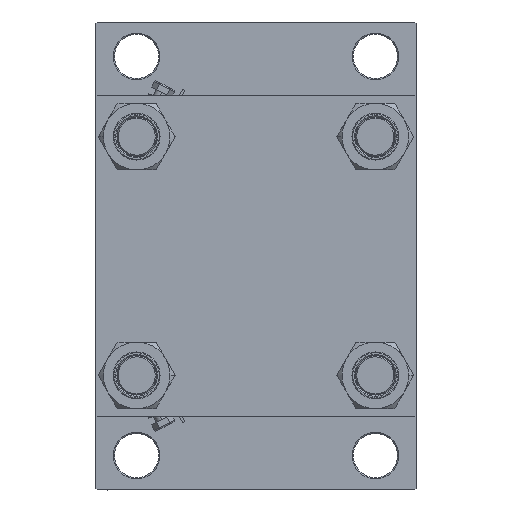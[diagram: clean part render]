
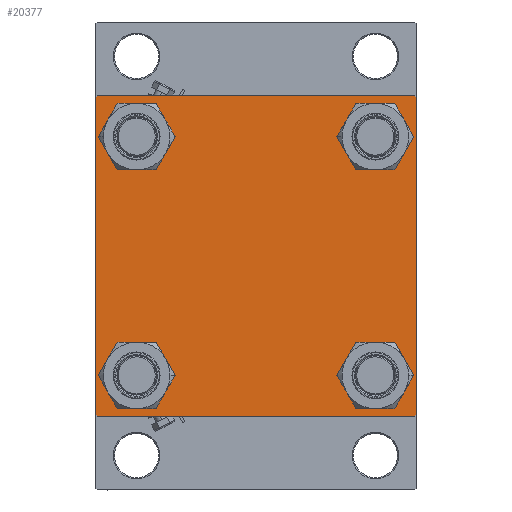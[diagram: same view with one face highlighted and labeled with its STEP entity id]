
A CAD part, left-side view. The second image highlights one B-rep face of the part: STEP entity #20377.
In plain terms, the highlighted planar face has unit normal (-1, 0, 0).
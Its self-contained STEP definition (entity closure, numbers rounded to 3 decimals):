
#113 = CIRCLE ( 'NONE', #15846, 8.5 ) ;
#904 = VERTEX_POINT ( 'NONE', #19266 ) ;
#1224 = EDGE_CURVE ( 'NONE', #19702, #39449, #18722, .T. ) ;
#1446 = VERTEX_POINT ( 'NONE', #43585 ) ;
#1560 = EDGE_CURVE ( 'NONE', #48130, #29096, #29534, .T. ) ;
#1699 = AXIS2_PLACEMENT_3D ( 'NONE', #45893, #41947, #42908 ) ;
#1926 = DIRECTION ( 'NONE',  ( 1., 0., 0. ) ) ;
#2160 = DIRECTION ( 'NONE',  ( 0., 0., 1. ) ) ;
#2638 = EDGE_CURVE ( 'NONE', #39449, #27709, #11988, .T. ) ;
#2657 = AXIS2_PLACEMENT_3D ( 'NONE', #39696, #10555, #40670 ) ;
#3182 = DIRECTION ( 'NONE',  ( 0., 0., -1. ) ) ;
#3369 = VECTOR ( 'NONE', #45998, 1000. ) ;
#3569 = CIRCLE ( 'NONE', #44554, 8.5 ) ;
#4206 = VECTOR ( 'NONE', #40627, 1000. ) ;
#4431 = CIRCLE ( 'NONE', #27326, 8.5 ) ;
#5172 = CIRCLE ( 'NONE', #13818, 8.5 ) ;
#5225 = ORIENTED_EDGE ( 'NONE', *, *, #39454, .T. ) ;
#6125 = CARTESIAN_POINT ( 'NONE',  ( 0., -48.45, 56.95 ) ) ;
#6497 = AXIS2_PLACEMENT_3D ( 'NONE', #10212, #40080, #21319 ) ;
#6886 = CARTESIAN_POINT ( 'NONE',  ( 0., -65., 65. ) ) ;
#6993 = VECTOR ( 'NONE', #32395, 1000. ) ;
#7001 = ORIENTED_EDGE ( 'NONE', *, *, #47336, .T. ) ;
#7499 = DIRECTION ( 'NONE',  ( 1., 0., 0. ) ) ;
#7594 = DIRECTION ( 'NONE',  ( 1., 0., 0. ) ) ;
#8054 = EDGE_CURVE ( 'NONE', #22998, #40774, #23731, .T. ) ;
#8226 = FACE_BOUND ( 'NONE', #36302, .T. ) ;
#8716 = FACE_OUTER_BOUND ( 'NONE', #38591, .T. ) ;
#8760 = CARTESIAN_POINT ( 'NONE',  ( 0., 64.5, 65. ) ) ;
#9333 = CARTESIAN_POINT ( 'NONE',  ( 0., -48.45, -48.45 ) ) ;
#9600 = EDGE_CURVE ( 'NONE', #1446, #32846, #15078, .T. ) ;
#9642 = EDGE_CURVE ( 'NONE', #24698, #26761, #113, .T. ) ;
#10212 = CARTESIAN_POINT ( 'NONE',  ( 0., -48.45, 48.45 ) ) ;
#10362 = CARTESIAN_POINT ( 'NONE',  ( 0., 64.75, 64.75 ) ) ;
#10555 = DIRECTION ( 'NONE',  ( 1., 0., 0. ) ) ;
#10704 = CARTESIAN_POINT ( 'NONE',  ( 0., -64.75, 64.75 ) ) ;
#10738 = VECTOR ( 'NONE', #44424, 1000. ) ;
#11310 = DIRECTION ( 'NONE',  ( 0., -1., 0. ) ) ;
#11449 = DIRECTION ( 'NONE',  ( 0., 0., 1. ) ) ;
#11988 = LINE ( 'NONE', #42109, #33516 ) ;
#12389 = CARTESIAN_POINT ( 'NONE',  ( 0., 64.5, -65. ) ) ;
#12752 = DIRECTION ( 'NONE',  ( 0., 0., 1. ) ) ;
#12951 = DIRECTION ( 'NONE',  ( 0., -0.707, 0.707 ) ) ;
#13181 = CARTESIAN_POINT ( 'NONE',  ( 0., -65., -64.5 ) ) ;
#13756 = CARTESIAN_POINT ( 'NONE',  ( 0., -65., 64.5 ) ) ;
#13818 = AXIS2_PLACEMENT_3D ( 'NONE', #9333, #42185, #23914 ) ;
#14221 = FACE_BOUND ( 'NONE', #38626, .T. ) ;
#14886 = DIRECTION ( 'NONE',  ( 0., 0.707, 0.707 ) ) ;
#15078 = CIRCLE ( 'NONE', #1699, 8.5 ) ;
#15397 = ORIENTED_EDGE ( 'NONE', *, *, #15631, .T. ) ;
#15631 = EDGE_CURVE ( 'NONE', #40774, #22998, #34893, .T. ) ;
#15846 = AXIS2_PLACEMENT_3D ( 'NONE', #24401, #1926, #2160 ) ;
#16261 = ORIENTED_EDGE ( 'NONE', *, *, #42442, .T. ) ;
#16458 = DIRECTION ( 'NONE',  ( 1., 0., 0. ) ) ;
#16600 = DIRECTION ( 'NONE',  ( -1., 0., 0. ) ) ;
#16623 = EDGE_CURVE ( 'NONE', #17814, #45437, #40892, .T. ) ;
#16692 = CARTESIAN_POINT ( 'NONE',  ( 0., -48.45, 48.45 ) ) ;
#17694 = ORIENTED_EDGE ( 'NONE', *, *, #47689, .F. ) ;
#17814 = VERTEX_POINT ( 'NONE', #36460 ) ;
#17833 = VECTOR ( 'NONE', #14886, 1000. ) ;
#18231 = CARTESIAN_POINT ( 'NONE',  ( 0., 48.45, 56.95 ) ) ;
#18722 = LINE ( 'NONE', #45125, #23147 ) ;
#18870 = EDGE_CURVE ( 'NONE', #26761, #24698, #26332, .T. ) ;
#19266 = CARTESIAN_POINT ( 'NONE',  ( 0., -48.45, -56.95 ) ) ;
#19590 = CARTESIAN_POINT ( 'NONE',  ( 0., -48.45, -48.45 ) ) ;
#19702 = VERTEX_POINT ( 'NONE', #12389 ) ;
#19830 = FACE_BOUND ( 'NONE', #22145, .T. ) ;
#20377 = ADVANCED_FACE ( 'NONE', ( #14221, #25591, #19830, #8226, #8716 ), #35127, .T. ) ;
#20720 = VERTEX_POINT ( 'NONE', #34591 ) ;
#20859 = ORIENTED_EDGE ( 'NONE', *, *, #1224, .T. ) ;
#21319 = DIRECTION ( 'NONE',  ( 0., 0., 1. ) ) ;
#21514 = LINE ( 'NONE', #22017, #6993 ) ;
#22017 = CARTESIAN_POINT ( 'NONE',  ( 0., 64.75, -64.75 ) ) ;
#22145 = EDGE_LOOP ( 'NONE', ( #41105, #45332 ) ) ;
#22247 = CARTESIAN_POINT ( 'NONE',  ( 0., 48.45, -56.95 ) ) ;
#22928 = CARTESIAN_POINT ( 'NONE',  ( 0., -48.45, 39.95 ) ) ;
#22998 = VERTEX_POINT ( 'NONE', #6125 ) ;
#23147 = VECTOR ( 'NONE', #11310, 1000. ) ;
#23731 = CIRCLE ( 'NONE', #37931, 8.5 ) ;
#23914 = DIRECTION ( 'NONE',  ( 0., 0., 1. ) ) ;
#24401 = CARTESIAN_POINT ( 'NONE',  ( 0., 48.45, 48.45 ) ) ;
#24698 = VERTEX_POINT ( 'NONE', #18231 ) ;
#25591 = FACE_BOUND ( 'NONE', #41537, .T. ) ;
#25631 = CARTESIAN_POINT ( 'NONE',  ( 0., 48.45, -48.45 ) ) ;
#25848 = CARTESIAN_POINT ( 'NONE',  ( 0., 65., 65. ) ) ;
#25980 = VECTOR ( 'NONE', #3182, 1000. ) ;
#26332 = CIRCLE ( 'NONE', #2657, 8.5 ) ;
#26459 = EDGE_CURVE ( 'NONE', #32846, #1446, #3569, .T. ) ;
#26761 = VERTEX_POINT ( 'NONE', #30012 ) ;
#27326 = AXIS2_PLACEMENT_3D ( 'NONE', #19590, #7499, #11449 ) ;
#27709 = VERTEX_POINT ( 'NONE', #13181 ) ;
#27792 = EDGE_CURVE ( 'NONE', #43607, #29096, #44766, .T. ) ;
#28540 = CARTESIAN_POINT ( 'NONE',  ( 0., -64.5, 65. ) ) ;
#29096 = VERTEX_POINT ( 'NONE', #28540 ) ;
#29516 = ORIENTED_EDGE ( 'NONE', *, *, #8054, .T. ) ;
#29534 = LINE ( 'NONE', #41124, #4206 ) ;
#30012 = CARTESIAN_POINT ( 'NONE',  ( 0., 48.45, 39.95 ) ) ;
#30153 = ORIENTED_EDGE ( 'NONE', *, *, #2638, .T. ) ;
#30255 = ORIENTED_EDGE ( 'NONE', *, *, #16623, .T. ) ;
#31097 = AXIS2_PLACEMENT_3D ( 'NONE', #42294, #16600, #34411 ) ;
#31659 = ORIENTED_EDGE ( 'NONE', *, *, #9642, .T. ) ;
#32343 = LINE ( 'NONE', #6886, #25980 ) ;
#32395 = DIRECTION ( 'NONE',  ( 0., -0.707, -0.707 ) ) ;
#32846 = VERTEX_POINT ( 'NONE', #22247 ) ;
#33516 = VECTOR ( 'NONE', #12951, 1000. ) ;
#34411 = DIRECTION ( 'NONE',  ( 0., 0., 1. ) ) ;
#34479 = ORIENTED_EDGE ( 'NONE', *, *, #1560, .F. ) ;
#34591 = CARTESIAN_POINT ( 'NONE',  ( 0., -48.45, -39.95 ) ) ;
#34893 = CIRCLE ( 'NONE', #6497, 8.5 ) ;
#35127 = PLANE ( 'NONE',  #31097 ) ;
#36302 = EDGE_LOOP ( 'NONE', ( #31659, #44262 ) ) ;
#36460 = CARTESIAN_POINT ( 'NONE',  ( 0., 65., 64.5 ) ) ;
#37931 = AXIS2_PLACEMENT_3D ( 'NONE', #16692, #16458, #12752 ) ;
#38591 = EDGE_LOOP ( 'NONE', ( #30255, #7001, #20859, #30153, #17694, #46777, #34479, #16261 ) ) ;
#38626 = EDGE_LOOP ( 'NONE', ( #29516, #15397 ) ) ;
#39449 = VERTEX_POINT ( 'NONE', #46618 ) ;
#39454 = EDGE_CURVE ( 'NONE', #904, #20720, #5172, .T. ) ;
#39696 = CARTESIAN_POINT ( 'NONE',  ( 0., 48.45, 48.45 ) ) ;
#40080 = DIRECTION ( 'NONE',  ( 1., 0., 0. ) ) ;
#40627 = DIRECTION ( 'NONE',  ( 0., -1., 0. ) ) ;
#40670 = DIRECTION ( 'NONE',  ( 0., 0., 1. ) ) ;
#40774 = VERTEX_POINT ( 'NONE', #22928 ) ;
#40892 = LINE ( 'NONE', #25848, #3369 ) ;
#41105 = ORIENTED_EDGE ( 'NONE', *, *, #9600, .T. ) ;
#41124 = CARTESIAN_POINT ( 'NONE',  ( 0., 65., 65. ) ) ;
#41470 = ORIENTED_EDGE ( 'NONE', *, *, #41887, .T. ) ;
#41537 = EDGE_LOOP ( 'NONE', ( #41470, #5225 ) ) ;
#41887 = EDGE_CURVE ( 'NONE', #20720, #904, #4431, .T. ) ;
#41947 = DIRECTION ( 'NONE',  ( 1., 0., 0. ) ) ;
#42109 = CARTESIAN_POINT ( 'NONE',  ( 0., -64.75, -64.75 ) ) ;
#42185 = DIRECTION ( 'NONE',  ( 1., 0., 0. ) ) ;
#42294 = CARTESIAN_POINT ( 'NONE',  ( 0., 0., 0. ) ) ;
#42442 = EDGE_CURVE ( 'NONE', #48130, #17814, #47399, .T. ) ;
#42696 = CARTESIAN_POINT ( 'NONE',  ( 0., 65., -64.5 ) ) ;
#42908 = DIRECTION ( 'NONE',  ( 0., 0., 1. ) ) ;
#43585 = CARTESIAN_POINT ( 'NONE',  ( 0., 48.45, -39.95 ) ) ;
#43607 = VERTEX_POINT ( 'NONE', #13756 ) ;
#44262 = ORIENTED_EDGE ( 'NONE', *, *, #18870, .T. ) ;
#44424 = DIRECTION ( 'NONE',  ( 0., 0.707, -0.707 ) ) ;
#44554 = AXIS2_PLACEMENT_3D ( 'NONE', #25631, #7594, #44869 ) ;
#44766 = LINE ( 'NONE', #10704, #17833 ) ;
#44869 = DIRECTION ( 'NONE',  ( 0., 0., 1. ) ) ;
#45125 = CARTESIAN_POINT ( 'NONE',  ( 0., 65., -65. ) ) ;
#45332 = ORIENTED_EDGE ( 'NONE', *, *, #26459, .T. ) ;
#45437 = VERTEX_POINT ( 'NONE', #42696 ) ;
#45893 = CARTESIAN_POINT ( 'NONE',  ( 0., 48.45, -48.45 ) ) ;
#45998 = DIRECTION ( 'NONE',  ( 0., 0., -1. ) ) ;
#46618 = CARTESIAN_POINT ( 'NONE',  ( 0., -64.5, -65. ) ) ;
#46777 = ORIENTED_EDGE ( 'NONE', *, *, #27792, .T. ) ;
#47336 = EDGE_CURVE ( 'NONE', #45437, #19702, #21514, .T. ) ;
#47399 = LINE ( 'NONE', #10362, #10738 ) ;
#47689 = EDGE_CURVE ( 'NONE', #43607, #27709, #32343, .T. ) ;
#48130 = VERTEX_POINT ( 'NONE', #8760 ) ;
